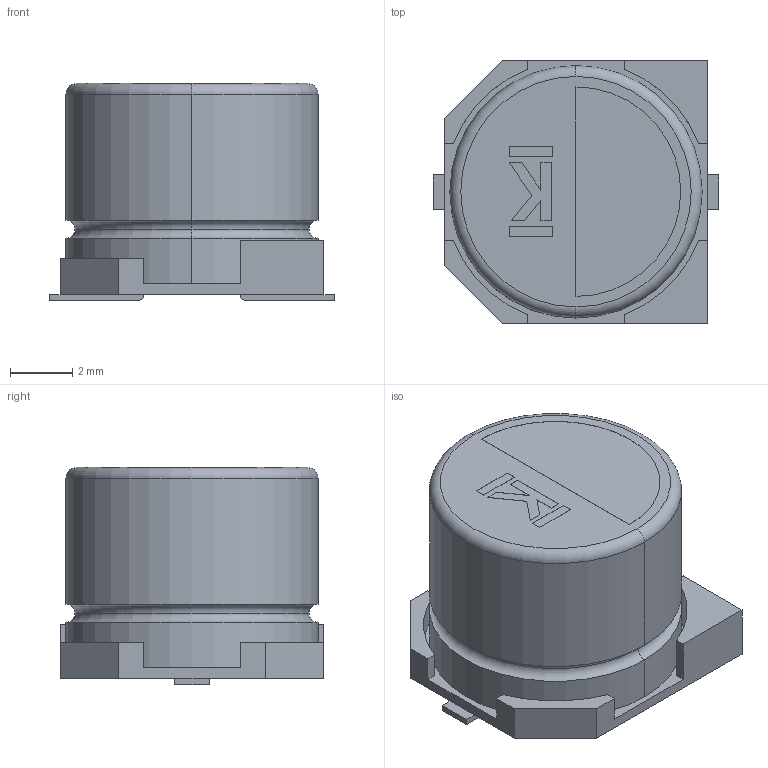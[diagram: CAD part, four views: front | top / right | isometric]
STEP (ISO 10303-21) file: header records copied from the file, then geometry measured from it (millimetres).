
FILE_DESCRIPTION(('FreeCAD Model'),'2;1');
FILE_NAME('Open CASCADE Shape Model','2025-03-13T21:10:40',(''),(''), 'Open CASCADE STEP processor 7.8','FreeCAD','Unknown');
FILE_SCHEMA(('AUTOMOTIVE_DESIGN { 1 0 10303 214 1 1 1 1 }'));
Length unit declared in the file: millimetre
Products named in the file (6): CAC_KSA_8X6.7_D8.5L7H8.5C9.2P3.1W8.5R1.006; CAC_KSA_8X6.7_D8.5L7H8.5C9.2P3.1W8.5R1.1; CAC_KSA_8X6.7_D8.5L7H8.5C9.2P3.1W8.5R1.002; CAC_KSA_8X6.7_D8.5L7H8.5C9.2P3.1W8.5R1.003; CAC_KSA_8X6.7_D8.5L7H8.5C9.2P3.1W8.5R1.004; CAC_KSA_8X6.7_D8.5L7H8.5C9.2P3.1W8.5R1.005
Assembly tree (5 placements, depth 2):
  CAC_KSA_8X6.7_D8.5L7H8.5C9.2P3.1W8.5R1.006
    CAC_KSA_8X6.7_D8.5L7H8.5C9.2P3.1W8.5R1.1
    CAC_KSA_8X6.7_D8.5L7H8.5C9.2P3.1W8.5R1.002
    CAC_KSA_8X6.7_D8.5L7H8.5C9.2P3.1W8.5R1.003
    CAC_KSA_8X6.7_D8.5L7H8.5C9.2P3.1W8.5R1.004
    CAC_KSA_8X6.7_D8.5L7H8.5C9.2P3.1W8.5R1.005
Bounding box: 9.2 x 8.5 x 7 mm (x, y, z)
Volume: 368.9 mm3; surface area: 469.9 mm2
Topology: 5 solids, 5 shells, 76 faces, 183 edges, 118 vertices
Faces by surface type: plane 59, cylinder 11, torus 6
Entity records: 2816 total; most frequent: CARTESIAN_POINT 383, DIRECTION 379, ORIENTED_EDGE 366, EDGE_CURVE 183, LINE 151, VECTOR 151, VERTEX_POINT 118, AXIS2_PLACEMENT_3D 114
